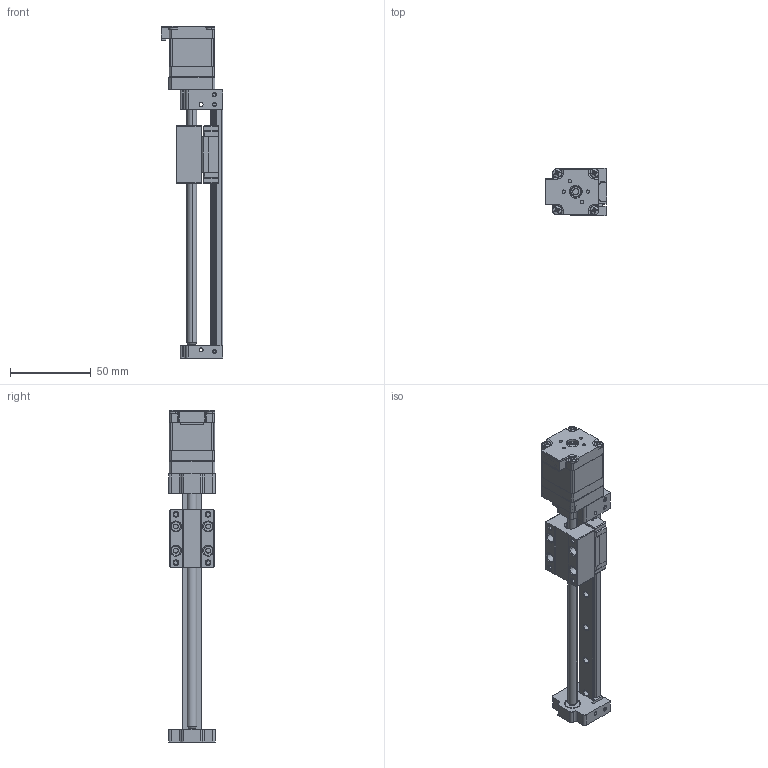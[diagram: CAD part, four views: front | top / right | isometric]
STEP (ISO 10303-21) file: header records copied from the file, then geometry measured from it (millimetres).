
FILE_DESCRIPTION (( 'STEP AP203' ), '1' );
FILE_NAME ('MS28-3D10T-LAH2-90-0.STEP', '2019-05-06T06:28:17', ( '' ), ( '' ), 'SwSTEP 2.0', 'SolidWorks 2014', '' );
FILE_SCHEMA (( 'CONFIG_CONTROL_DESIGN' ));
Length unit declared in the file: inch
Products named in the file (1): MS28-3D10T-LAH2-90-0
Bounding box: 38.2 x 29 x 205.6 mm (x, y, z)
Surface area: 32514 mm2 (no closed solid volume)
Topology: 0 solids, 34 shells, 567 faces, 1923 edges, 1376 vertices
Faces by surface type: plane 278, cylinder 176, cone 85, torus 20, sphere 8
Entity records: 21547 total; most frequent: CARTESIAN_POINT 4559, DIRECTION 3629, ORIENTED_EDGE 3168, EDGE_CURVE 1923, VERTEX_POINT 1376, AXIS2_PLACEMENT_3D 1264, LINE 1101, VECTOR 1101
